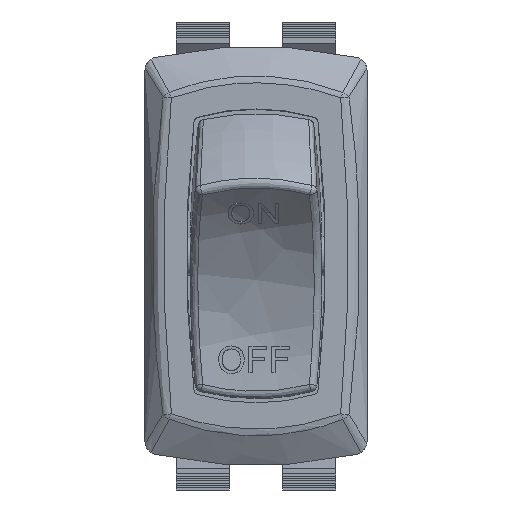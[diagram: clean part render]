
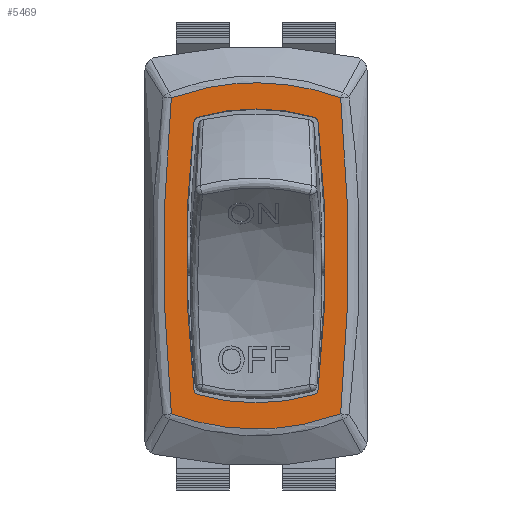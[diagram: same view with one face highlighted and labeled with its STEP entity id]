
A CAD part, top view. The second image highlights one B-rep face of the part: STEP entity #5469.
In plain terms, the highlighted planar face has unit normal (0, 0, 1).
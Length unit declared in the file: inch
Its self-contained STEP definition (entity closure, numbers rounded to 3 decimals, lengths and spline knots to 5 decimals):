
#27=FACE_BOUND('',#855,.T.);
#139=CIRCLE('',#5832,0.01969);
#141=CIRCLE('',#5835,0.61675);
#143=CIRCLE('',#5838,0.01969);
#145=CIRCLE('',#5841,3.47047);
#147=CIRCLE('',#5844,0.01969);
#149=CIRCLE('',#5847,0.61675);
#151=CIRCLE('',#5850,0.01969);
#173=CIRCLE('',#5886,3.47047);
#281=PLANE('',#5885);
#545=FACE_OUTER_BOUND('',#854,.T.);
#854=EDGE_LOOP('',(#4379,#4380,#4381,#4382));
#855=EDGE_LOOP('',(#4383,#4384,#4385,#4386,#4387,#4388,#4389,#4390));
#2188=B_SPLINE_CURVE_WITH_KNOTS('',3,(#9087,#9088,#9089,#9090,#9091),
 .UNSPECIFIED.,.F.,.F.,(4,1,4),(0.03013,0.58464,1.32399),
 .UNSPECIFIED.);
#2190=B_SPLINE_CURVE_WITH_KNOTS('',3,(#9128,#9129,#9130,#9131,#9132,#9133),
 .UNSPECIFIED.,.F.,.F.,(4,1,1,4),(0.04315,1.06327,1.74335,
2.42342),.UNSPECIFIED.);
#2194=B_SPLINE_CURVE_WITH_KNOTS('',3,(#9194,#9195,#9196,#9197,#9198,#9199),
 .UNSPECIFIED.,.F.,.F.,(4,1,1,4),(0.04315,1.06327,1.74335,
2.42342),.UNSPECIFIED.);
#2196=B_SPLINE_CURVE_WITH_KNOTS('',3,(#9225,#9226,#9227,#9228,#9229),
 .UNSPECIFIED.,.F.,.F.,(4,1,4),(0.03013,0.58464,1.32399),
 .UNSPECIFIED.);
#2538=VERTEX_POINT('',#8777);
#2539=VERTEX_POINT('',#8779);
#2541=VERTEX_POINT('',#8785);
#2543=VERTEX_POINT('',#8791);
#2545=VERTEX_POINT('',#8797);
#2549=VERTEX_POINT('',#8841);
#2551=VERTEX_POINT('',#8847);
#2553=VERTEX_POINT('',#8853);
#2572=VERTEX_POINT('',#8973);
#2577=VERTEX_POINT('',#8983);
#2579=VERTEX_POINT('',#8988);
#2587=VERTEX_POINT('',#9032);
#3167=EDGE_CURVE('',#2538,#2539,#139,.T.);
#3171=EDGE_CURVE('',#2538,#2541,#141,.T.);
#3174=EDGE_CURVE('',#2543,#2541,#143,.T.);
#3177=EDGE_CURVE('',#2543,#2545,#145,.T.);
#3182=EDGE_CURVE('',#2549,#2545,#147,.T.);
#3185=EDGE_CURVE('',#2549,#2551,#149,.T.);
#3188=EDGE_CURVE('',#2553,#2551,#151,.T.);
#3229=EDGE_CURVE('',#2579,#2587,#2188,.T.);
#3231=EDGE_CURVE('',#2587,#2577,#2190,.T.);
#3235=EDGE_CURVE('',#2572,#2579,#2194,.T.);
#3237=EDGE_CURVE('',#2577,#2572,#2196,.T.);
#3260=EDGE_CURVE('',#2553,#2539,#173,.T.);
#4379=ORIENTED_EDGE('',*,*,#3229,.F.);
#4380=ORIENTED_EDGE('',*,*,#3235,.F.);
#4381=ORIENTED_EDGE('',*,*,#3237,.F.);
#4382=ORIENTED_EDGE('',*,*,#3231,.F.);
#4383=ORIENTED_EDGE('',*,*,#3185,.T.);
#4384=ORIENTED_EDGE('',*,*,#3188,.F.);
#4385=ORIENTED_EDGE('',*,*,#3260,.T.);
#4386=ORIENTED_EDGE('',*,*,#3167,.F.);
#4387=ORIENTED_EDGE('',*,*,#3171,.T.);
#4388=ORIENTED_EDGE('',*,*,#3174,.F.);
#4389=ORIENTED_EDGE('',*,*,#3177,.T.);
#4390=ORIENTED_EDGE('',*,*,#3182,.F.);
#5469=ADVANCED_FACE('',(#545,#27),#281,.T.);
#5832=AXIS2_PLACEMENT_3D('',#8780,#6607,#6608);
#5835=AXIS2_PLACEMENT_3D('',#8787,#6615,#6616);
#5838=AXIS2_PLACEMENT_3D('',#8793,#6622,#6623);
#5841=AXIS2_PLACEMENT_3D('',#8799,#6629,#6630);
#5844=AXIS2_PLACEMENT_3D('',#8843,#6636,#6637);
#5847=AXIS2_PLACEMENT_3D('',#8849,#6643,#6644);
#5850=AXIS2_PLACEMENT_3D('',#8855,#6650,#6651);
#5885=AXIS2_PLACEMENT_3D('',#9346,#6742,#6743);
#5886=AXIS2_PLACEMENT_3D('',#9347,#6744,#6745);
#6607=DIRECTION('center_axis',(0.,0.,
1.));
#6608=DIRECTION('ref_axis',(-0.763,0.646,0.));
#6615=DIRECTION('center_axis',(0.,0.,
-1.));
#6616=DIRECTION('ref_axis',(-0.296,-0.955,0.));
#6622=DIRECTION('center_axis',(0.,0.,
1.));
#6623=DIRECTION('ref_axis',(0.763,0.646,0.));
#6629=DIRECTION('center_axis',(0.,0.,
-1.));
#6630=DIRECTION('ref_axis',(-0.993,0.117,0.));
#6636=DIRECTION('center_axis',(0.,0.,
1.));
#6637=DIRECTION('ref_axis',(0.763,-0.646,0.));
#6643=DIRECTION('center_axis',(0.,0.,
-1.));
#6644=DIRECTION('ref_axis',(0.296,0.955,0.));
#6650=DIRECTION('center_axis',(0.,0.,
1.));
#6651=DIRECTION('ref_axis',(-0.763,-0.646,0.));
#6742=DIRECTION('center_axis',(0.,0.,
1.));
#6743=DIRECTION('ref_axis',(1.,0.,0.));
#6744=DIRECTION('center_axis',(0.,0.,
-1.));
#6745=DIRECTION('ref_axis',(0.993,-0.117,0.));
#8777=CARTESIAN_POINT('',(-0.17008,0.41113,0.07874));
#8779=CARTESIAN_POINT('',(-0.1842,0.39444,0.07874));
#8780=CARTESIAN_POINT('Origin',(-0.16465,0.3922,0.07874));
#8785=CARTESIAN_POINT('',(0.17008,0.41113,0.07874));
#8787=CARTESIAN_POINT('Origin',(0.,-0.18171,
0.07874));
#8791=CARTESIAN_POINT('',(0.1842,0.39444,0.07874));
#8793=CARTESIAN_POINT('Origin',(0.16465,0.3922,0.07874));
#8797=CARTESIAN_POINT('',(0.1842,-0.39444,0.07874));
#8799=CARTESIAN_POINT('Origin',(-3.26378,0.,0.07874));
#8841=CARTESIAN_POINT('',(0.17008,-0.41113,0.07874));
#8843=CARTESIAN_POINT('Origin',(0.16465,-0.3922,0.07874));
#8847=CARTESIAN_POINT('',(-0.17008,-0.41113,0.07874));
#8849=CARTESIAN_POINT('Origin',(0.,0.18171,
0.07874));
#8853=CARTESIAN_POINT('',(-0.1842,-0.39444,0.07874));
#8855=CARTESIAN_POINT('Origin',(-0.16465,-0.3922,0.07874));
#8973=CARTESIAN_POINT('',(0.25074,0.46791,0.07874));
#8983=CARTESIAN_POINT('',(-0.25074,0.46791,0.07874));
#8988=CARTESIAN_POINT('',(0.25074,-0.46791,0.07874));
#9032=CARTESIAN_POINT('',(-0.25074,-0.46791,0.07874));
#9087=CARTESIAN_POINT('Ctrl Pts',(0.25074,-0.46791,
0.07874));
#9088=CARTESIAN_POINT('Ctrl Pts',(0.1825,-0.49321,0.07874));
#9089=CARTESIAN_POINT('Ctrl Pts',(0.01323,-0.52762,
0.07874));
#9090=CARTESIAN_POINT('Ctrl Pts',(-0.15965,-0.50169,
0.07874));
#9091=CARTESIAN_POINT('Ctrl Pts',(-0.25074,-0.46791,
0.07874));
#9128=CARTESIAN_POINT('Ctrl Pts',(-0.25074,-0.46791,
0.07874));
#9129=CARTESIAN_POINT('Ctrl Pts',(-0.26488,-0.33478,
0.07874));
#9130=CARTESIAN_POINT('Ctrl Pts',(-0.27419,-0.11152,
0.07874));
#9131=CARTESIAN_POINT('Ctrl Pts',(-0.27127,0.2008,
0.07874));
#9132=CARTESIAN_POINT('Ctrl Pts',(-0.26017,0.37916,0.07874));
#9133=CARTESIAN_POINT('Ctrl Pts',(-0.25074,0.46791,
0.07874));
#9194=CARTESIAN_POINT('Ctrl Pts',(0.25074,0.46791,0.07874));
#9195=CARTESIAN_POINT('Ctrl Pts',(0.26488,0.33478,0.07874));
#9196=CARTESIAN_POINT('Ctrl Pts',(0.27419,0.11152,0.07874));
#9197=CARTESIAN_POINT('Ctrl Pts',(0.27127,-0.2008,
0.07874));
#9198=CARTESIAN_POINT('Ctrl Pts',(0.26017,-0.37916,
0.07874));
#9199=CARTESIAN_POINT('Ctrl Pts',(0.25074,-0.46791,
0.07874));
#9225=CARTESIAN_POINT('Ctrl Pts',(-0.25074,0.46791,
0.07874));
#9226=CARTESIAN_POINT('Ctrl Pts',(-0.1825,0.49321,
0.07874));
#9227=CARTESIAN_POINT('Ctrl Pts',(-0.01323,0.52762,
0.07874));
#9228=CARTESIAN_POINT('Ctrl Pts',(0.15965,0.50169,0.07874));
#9229=CARTESIAN_POINT('Ctrl Pts',(0.25074,0.46791,0.07874));
#9346=CARTESIAN_POINT('Origin',(0.,0.,
0.07874));
#9347=CARTESIAN_POINT('Origin',(3.26378,0.,0.07874));
